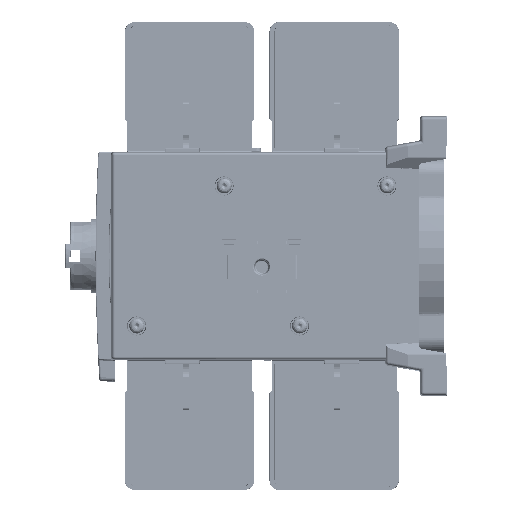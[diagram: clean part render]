
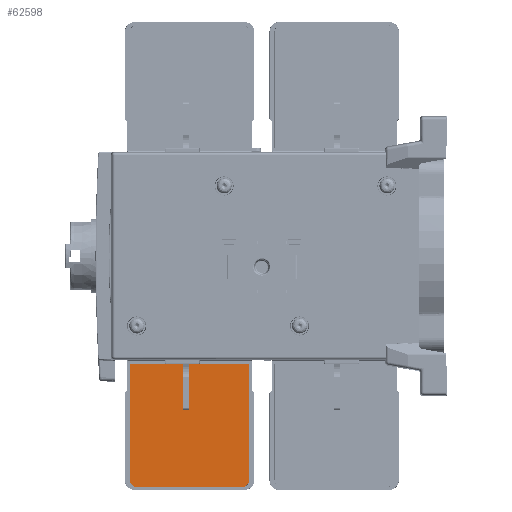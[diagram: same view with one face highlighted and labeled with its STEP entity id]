
A CAD part, left-side view. The second image highlights one B-rep face of the part: STEP entity #62598.
In plain terms, the highlighted planar face has unit normal (-1, 0, 0).
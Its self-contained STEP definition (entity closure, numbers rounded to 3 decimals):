
#470=ELLIPSE('',#189838,0.302,0.3);
#471=ELLIPSE('',#189839,0.302,0.3);
#5506=B_SPLINE_CURVE_WITH_KNOTS('',3,(#269021,#269022,#269023,#269024,#269025,
#269026,#269027,#269028,#269029,#269030),.UNSPECIFIED.,.F.,.F.,(4,2,2,2,
4),(0.,0.25,0.5,0.75,1.),
 .UNSPECIFIED.);
#5507=B_SPLINE_CURVE_WITH_KNOTS('',3,(#269036,#269037,#269038,#269039,#269040,
#269041,#269042,#269043,#269044,#269045),.UNSPECIFIED.,.F.,.F.,(4,2,2,2,
4),(0.,0.25,0.5,0.75,1.),.UNSPECIFIED.);
#9571=PLANE('',#189840);
#13128=FACE_OUTER_BOUND('',#73598,.T.);
#20786=LINE('',#268901,#39522);
#20788=LINE('',#268905,#39524);
#20823=LINE('',#269016,#39559);
#20824=LINE('',#269019,#39560);
#20825=LINE('',#269033,#39561);
#20826=LINE('',#269047,#39562);
#20827=LINE('',#269049,#39563);
#20828=LINE('',#269051,#39564);
#39522=VECTOR('',#209576,1.);
#39524=VECTOR('',#209580,1.);
#39559=VECTOR('',#209693,1.);
#39560=VECTOR('',#209694,1.);
#39561=VECTOR('',#209697,1.);
#39562=VECTOR('',#209700,1.);
#39563=VECTOR('',#209701,1.);
#39564=VECTOR('',#209702,1.);
#62598=ADVANCED_FACE('',(#13128),#9571,.F.);
#73598=EDGE_LOOP('',(#85308,#85309,#85310,#85311,#85312,#85313,#85314,#85315,
#85316,#85317,#85318,#85319));
#85308=ORIENTED_EDGE('',*,*,#152803,.T.);
#85309=ORIENTED_EDGE('',*,*,#152804,.T.);
#85310=ORIENTED_EDGE('',*,*,#152805,.F.);
#85311=ORIENTED_EDGE('',*,*,#152743,.F.);
#85312=ORIENTED_EDGE('',*,*,#152806,.T.);
#85313=ORIENTED_EDGE('',*,*,#152807,.F.);
#85314=ORIENTED_EDGE('',*,*,#152808,.T.);
#85315=ORIENTED_EDGE('',*,*,#152745,.T.);
#85316=ORIENTED_EDGE('',*,*,#152809,.F.);
#85317=ORIENTED_EDGE('',*,*,#152810,.F.);
#85318=ORIENTED_EDGE('',*,*,#152811,.T.);
#85319=ORIENTED_EDGE('',*,*,#152812,.T.);
#126634=VERTEX_POINT('',#268900);
#126635=VERTEX_POINT('',#268902);
#126636=VERTEX_POINT('',#268906);
#126637=VERTEX_POINT('',#268907);
#126673=VERTEX_POINT('',#269017);
#126674=VERTEX_POINT('',#269018);
#126675=VERTEX_POINT('',#269020);
#126676=VERTEX_POINT('',#269032);
#126677=VERTEX_POINT('',#269034);
#126678=VERTEX_POINT('',#269046);
#126679=VERTEX_POINT('',#269048);
#126680=VERTEX_POINT('',#269050);
#152743=EDGE_CURVE('',#126634,#126635,#20786,.T.);
#152745=EDGE_CURVE('',#126636,#126637,#20788,.T.);
#152803=EDGE_CURVE('',#126673,#126674,#20823,.T.);
#152804=EDGE_CURVE('',#126674,#126675,#20824,.T.);
#152805=EDGE_CURVE('',#126635,#126675,#5506,.T.);
#152806=EDGE_CURVE('',#126634,#126676,#470,.T.);
#152807=EDGE_CURVE('',#126677,#126676,#20825,.T.);
#152808=EDGE_CURVE('',#126677,#126636,#471,.T.);
#152809=EDGE_CURVE('',#126678,#126637,#5507,.T.);
#152810=EDGE_CURVE('',#126679,#126678,#20826,.T.);
#152811=EDGE_CURVE('',#126679,#126680,#20827,.T.);
#152812=EDGE_CURVE('',#126680,#126673,#20828,.T.);
#189838=AXIS2_PLACEMENT_3D('',#269031,#209695,#209696);
#189839=AXIS2_PLACEMENT_3D('',#269035,#209698,#209699);
#189840=AXIS2_PLACEMENT_3D('',#269052,#209703,#209704);
#209576=DIRECTION('',(0.,0.,-1.));
#209580=DIRECTION('',(0.,0.,-1.));
#209693=DIRECTION('',(0.,0.,1.));
#209694=DIRECTION('',(0.,-1.,0.));
#209695=DIRECTION('',(-1.,0.,0.));
#209696=DIRECTION('',(0.,-0.707,0.707));
#209697=DIRECTION('',(0.,-1.,0.));
#209698=DIRECTION('',(-1.,0.,0.));
#209699=DIRECTION('',(0.,0.707,0.707));
#209700=DIRECTION('',(0.,1.,0.));
#209701=DIRECTION('',(0.,0.,-1.));
#209702=DIRECTION('',(0.,-1.,0.));
#209703=DIRECTION('',(1.,0.,0.));
#209704=DIRECTION('',(0.,1.,0.));
#268900=CARTESIAN_POINT('',(-126.05,78.889,-107.107));
#268901=CARTESIAN_POINT('',(-126.05,78.889,-137.795));
#268902=CARTESIAN_POINT('',(-126.05,78.889,-165.262));
#268905=CARTESIAN_POINT('',(-126.05,138.863,-137.795));
#268906=CARTESIAN_POINT('',(-126.05,138.863,-107.107));
#268907=CARTESIAN_POINT('',(-126.05,138.863,-165.262));
#269016=CARTESIAN_POINT('',(-126.05,87.376,-168.848));
#269017=CARTESIAN_POINT('',(-126.05,87.376,-168.848));
#269018=CARTESIAN_POINT('',(-126.05,87.376,-168.782));
#269019=CARTESIAN_POINT('',(-126.05,108.876,-168.782));
#269020=CARTESIAN_POINT('',(-126.05,82.409,-168.782));
#269021=CARTESIAN_POINT('',(-126.05,78.889,-165.262));
#269022=CARTESIAN_POINT('',(-126.05,78.889,-165.723));
#269023=CARTESIAN_POINT('',(-126.05,78.981,-166.184));
#269024=CARTESIAN_POINT('',(-126.05,79.333,-167.035));
#269025=CARTESIAN_POINT('',(-126.05,79.594,-167.426));
#269026=CARTESIAN_POINT('',(-126.05,80.245,-168.077));
#269027=CARTESIAN_POINT('',(-126.05,80.636,-168.338));
#269028=CARTESIAN_POINT('',(-126.05,81.487,-168.691));
#269029=CARTESIAN_POINT('',(-126.05,81.948,-168.782));
#269030=CARTESIAN_POINT('',(-126.05,82.409,-168.782));
#269031=CARTESIAN_POINT('',(-126.05,79.19,-107.109));
#269032=CARTESIAN_POINT('',(-126.05,79.188,-106.808));
#269033=CARTESIAN_POINT('',(-126.05,108.876,-106.808));
#269034=CARTESIAN_POINT('',(-126.05,138.564,-106.808));
#269035=CARTESIAN_POINT('',(-126.05,138.562,-107.109));
#269036=CARTESIAN_POINT('',(-126.05,135.343,-168.782));
#269037=CARTESIAN_POINT('',(-126.05,135.804,-168.782));
#269038=CARTESIAN_POINT('',(-126.05,136.265,-168.691));
#269039=CARTESIAN_POINT('',(-126.05,137.116,-168.338));
#269040=CARTESIAN_POINT('',(-126.05,137.506,-168.077));
#269041=CARTESIAN_POINT('',(-126.05,138.158,-167.426));
#269042=CARTESIAN_POINT('',(-126.05,138.419,-167.035));
#269043=CARTESIAN_POINT('',(-126.05,138.771,-166.184));
#269044=CARTESIAN_POINT('',(-126.05,138.863,-165.723));
#269045=CARTESIAN_POINT('',(-126.05,138.863,-165.262));
#269046=CARTESIAN_POINT('',(-126.05,135.343,-168.782));
#269047=CARTESIAN_POINT('',(-126.05,108.876,-168.782));
#269048=CARTESIAN_POINT('',(-126.05,130.376,-168.782));
#269049=CARTESIAN_POINT('',(-126.05,130.376,-106.743));
#269050=CARTESIAN_POINT('',(-126.05,130.376,-168.848));
#269051=CARTESIAN_POINT('',(-126.05,130.376,-168.848));
#269052=CARTESIAN_POINT('',(-126.05,108.876,-137.795));
